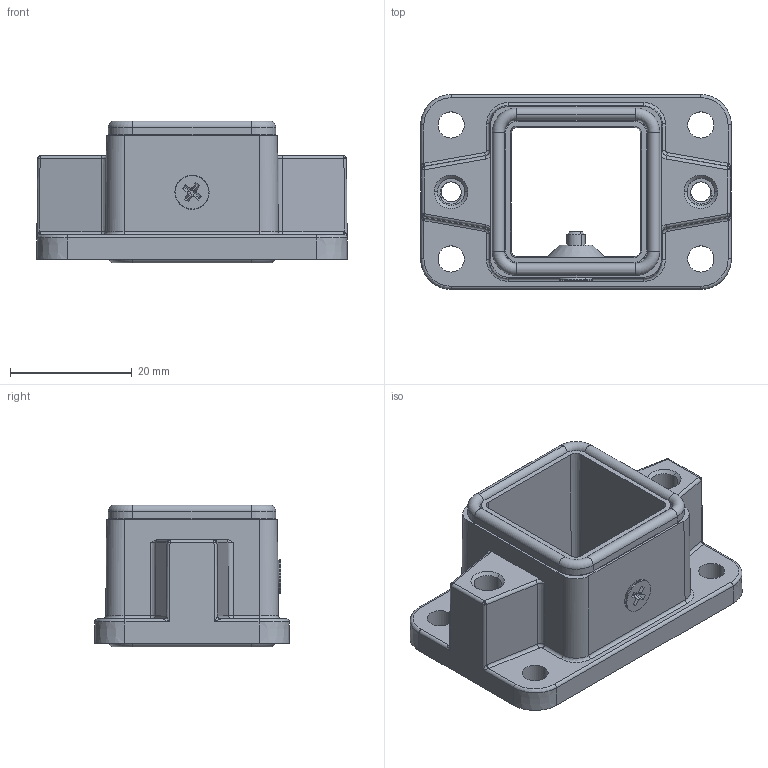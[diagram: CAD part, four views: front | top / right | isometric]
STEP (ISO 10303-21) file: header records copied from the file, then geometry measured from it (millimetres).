
FILE_DESCRIPTION (( 'STEP AP203' ), '1' );
FILE_NAME ('HP3A-BK-2H.STP', '2017-06-28T12:20:45', ( '微软用户' ), ( '微软中国' ), 'SwSTEP 2.0', 'SolidWorks 2012', '' );
FILE_SCHEMA (( 'CONFIG_CONTROL_DESIGN' ));
Length unit declared in the file: millimetre
Products named in the file (1): HP3A-BK-2H
Bounding box: 51 x 32 x 23.3 mm (x, y, z)
Volume: 13089.2 mm3; surface area: 9090.2 mm2
Topology: 2 solids, 2 shells, 343 faces, 855 edges, 516 vertices
Faces by surface type: cylinder 161, plane 75, bspline 52, torus 32, cone 23
Entity records: 24673 total; most frequent: CARTESIAN_POINT 17055, ORIENTED_EDGE 1694, DIRECTION 1382, EDGE_CURVE 847, AXIS2_PLACEMENT_3D 516, VERTEX_POINT 516, EDGE_LOOP 367, VECTOR 350
